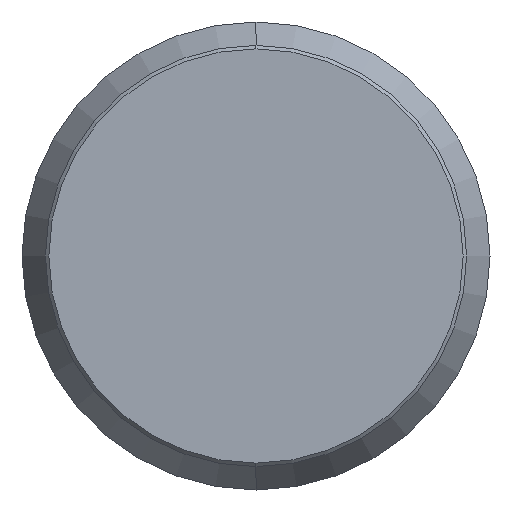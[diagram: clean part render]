
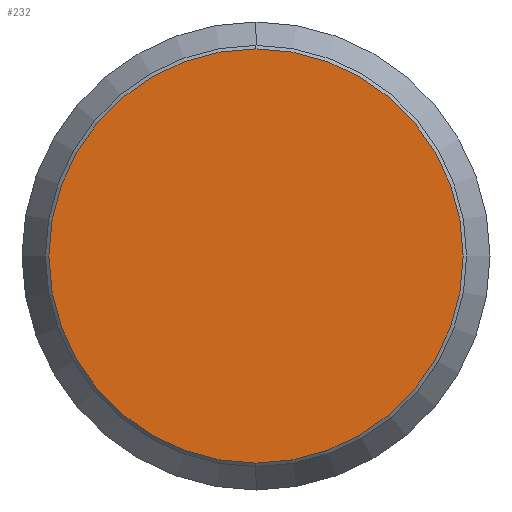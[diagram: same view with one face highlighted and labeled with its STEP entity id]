
A CAD part, left-side view. The second image highlights one B-rep face of the part: STEP entity #232.
In plain terms, the highlighted planar face has unit normal (-1, 0, 0).
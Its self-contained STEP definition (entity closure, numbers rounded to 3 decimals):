
#1 = DIRECTION ( 'NONE',  ( 0., 0., -1. ) ) ;
#26 = DIRECTION ( 'NONE',  ( 0., 0., 1. ) ) ;
#49 = CIRCLE ( 'NONE', #608, 17.7 ) ;
#74 = DIRECTION ( 'NONE',  ( -1., 0., 0. ) ) ;
#169 = CIRCLE ( 'NONE', #182, 17.7 ) ;
#182 = AXIS2_PLACEMENT_3D ( 'NONE', #561, #362, #26 ) ;
#200 = DIRECTION ( 'NONE',  ( 1., 0., 0. ) ) ;
#232 = ADVANCED_FACE ( 'NONE', ( #257 ), #444, .F. ) ;
#257 = FACE_OUTER_BOUND ( 'NONE', #477, .T. ) ;
#281 = VERTEX_POINT ( 'NONE', #593 ) ;
#362 = DIRECTION ( 'NONE',  ( -1., 0., 0. ) ) ;
#385 = VERTEX_POINT ( 'NONE', #591 ) ;
#403 = DIRECTION ( 'NONE',  ( 0., 0., 1. ) ) ;
#405 = AXIS2_PLACEMENT_3D ( 'NONE', #442, #200, #1 ) ;
#426 = EDGE_CURVE ( 'NONE', #385, #281, #49, .T. ) ;
#442 = CARTESIAN_POINT ( 'NONE',  ( 0., 0., 0. ) ) ;
#444 = PLANE ( 'NONE',  #405 ) ;
#477 = EDGE_LOOP ( 'NONE', ( #620, #574 ) ) ;
#497 = EDGE_CURVE ( 'NONE', #281, #385, #169, .T. ) ;
#511 = CARTESIAN_POINT ( 'NONE',  ( 0., 0., 0. ) ) ;
#561 = CARTESIAN_POINT ( 'NONE',  ( 0., 0., 0. ) ) ;
#574 = ORIENTED_EDGE ( 'NONE', *, *, #426, .T. ) ;
#591 = CARTESIAN_POINT ( 'NONE',  ( 0., 0., 17.7 ) ) ;
#593 = CARTESIAN_POINT ( 'NONE',  ( 0., 0., -17.7 ) ) ;
#608 = AXIS2_PLACEMENT_3D ( 'NONE', #511, #74, #403 ) ;
#620 = ORIENTED_EDGE ( 'NONE', *, *, #497, .T. ) ;
